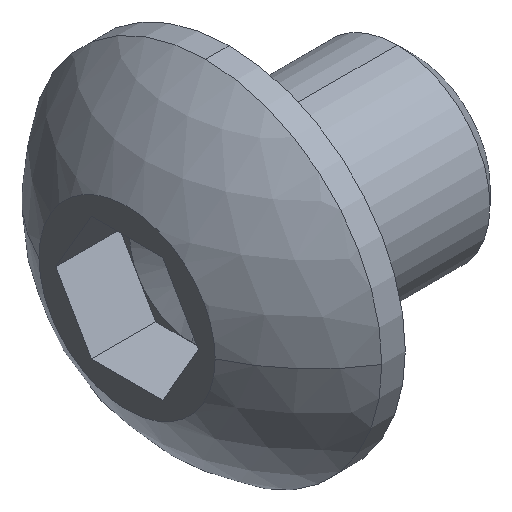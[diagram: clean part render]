
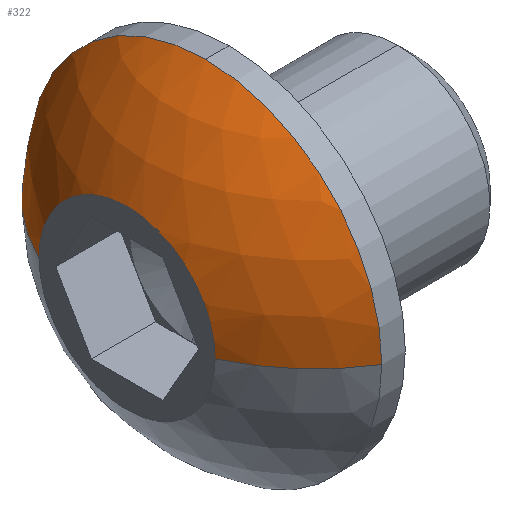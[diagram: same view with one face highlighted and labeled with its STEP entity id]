
A CAD part, isometric view. The second image highlights one B-rep face of the part: STEP entity #322.
In plain terms, the highlighted spherical face has radius 3.351 mm.
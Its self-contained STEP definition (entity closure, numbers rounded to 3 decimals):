
#15 = VERTEX_POINT ( 'NONE', #255 ) ;
#24 = AXIS2_PLACEMENT_3D ( 'NONE', #296, #407, #410 ) ;
#64 = CARTESIAN_POINT ( 'NONE',  ( 1.27, 0., 0. ) ) ;
#82 = DIRECTION ( 'NONE',  ( 1., 0., 0. ) ) ;
#91 = CARTESIAN_POINT ( 'NONE',  ( 3.033, 0., 0. ) ) ;
#111 = AXIS2_PLACEMENT_3D ( 'NONE', #195, #609, #82 ) ;
#123 = FACE_OUTER_BOUND ( 'NONE', #461, .T. ) ;
#127 = AXIS2_PLACEMENT_3D ( 'NONE', #91, #660, #369 ) ;
#147 = EDGE_CURVE ( 'NONE', #396, #15, #202, .T. ) ;
#172 = DIRECTION ( 'NONE',  ( 0., 0., 1. ) ) ;
#176 = CARTESIAN_POINT ( 'NONE',  ( 1.27, -2.85, 0. ) ) ;
#195 = CARTESIAN_POINT ( 'NONE',  ( 3.033, 0., 0. ) ) ;
#202 = CIRCLE ( 'NONE', #752, 1.425 ) ;
#220 = EDGE_CURVE ( 'NONE', #652, #743, #524, .T. ) ;
#235 = EDGE_CURVE ( 'NONE', #236, #652, #278, .T. ) ;
#236 = VERTEX_POINT ( 'NONE', #176 ) ;
#255 = CARTESIAN_POINT ( 'NONE',  ( 0., 1.425, 0. ) ) ;
#278 = CIRCLE ( 'NONE', #436, 2.85 ) ;
#288 = DIRECTION ( 'NONE',  ( -1., 0., 0. ) ) ;
#295 = DIRECTION ( 'NONE',  ( 0., 0., -1. ) ) ;
#296 = CARTESIAN_POINT ( 'NONE',  ( 1.27, 0., 0. ) ) ;
#322 = ADVANCED_FACE ( 'NONE', ( #123 ), #425, .T. ) ;
#355 = CIRCLE ( 'NONE', #550, 3.351 ) ;
#369 = DIRECTION ( 'NONE',  ( 0., 1., 0. ) ) ;
#391 = DIRECTION ( 'NONE',  ( 0., 0., 1. ) ) ;
#396 = VERTEX_POINT ( 'NONE', #542 ) ;
#407 = DIRECTION ( 'NONE',  ( -1., 0., 0. ) ) ;
#410 = DIRECTION ( 'NONE',  ( 0., 0., 1. ) ) ;
#425 = SPHERICAL_SURFACE ( 'NONE', #127, 3.351 ) ;
#436 = AXIS2_PLACEMENT_3D ( 'NONE', #64, #288, #172 ) ;
#445 = CIRCLE ( 'NONE', #111, 3.351 ) ;
#461 = EDGE_LOOP ( 'NONE', ( #700, #642, #566, #490, #581 ) ) ;
#490 = ORIENTED_EDGE ( 'NONE', *, *, #722, .T. ) ;
#524 = CIRCLE ( 'NONE', #24, 2.85 ) ;
#542 = CARTESIAN_POINT ( 'NONE',  ( 0., -1.425, 0. ) ) ;
#550 = AXIS2_PLACEMENT_3D ( 'NONE', #586, #295, #757 ) ;
#566 = ORIENTED_EDGE ( 'NONE', *, *, #220, .T. ) ;
#581 = ORIENTED_EDGE ( 'NONE', *, *, #147, .F. ) ;
#586 = CARTESIAN_POINT ( 'NONE',  ( 3.033, 0., 0. ) ) ;
#596 = CARTESIAN_POINT ( 'NONE',  ( 1.27, 0., 2.85 ) ) ;
#603 = CARTESIAN_POINT ( 'NONE',  ( 1.27, 2.85, 0. ) ) ;
#609 = DIRECTION ( 'NONE',  ( 0., 0., 1. ) ) ;
#642 = ORIENTED_EDGE ( 'NONE', *, *, #235, .T. ) ;
#652 = VERTEX_POINT ( 'NONE', #596 ) ;
#660 = DIRECTION ( 'NONE',  ( 0., 0., -1. ) ) ;
#673 = DIRECTION ( 'NONE',  ( -1., 0., 0. ) ) ;
#696 = EDGE_CURVE ( 'NONE', #236, #396, #355, .T. ) ;
#700 = ORIENTED_EDGE ( 'NONE', *, *, #696, .F. ) ;
#722 = EDGE_CURVE ( 'NONE', #743, #15, #445, .T. ) ;
#733 = CARTESIAN_POINT ( 'NONE',  ( 0., 0., 0. ) ) ;
#743 = VERTEX_POINT ( 'NONE', #603 ) ;
#752 = AXIS2_PLACEMENT_3D ( 'NONE', #733, #673, #391 ) ;
#757 = DIRECTION ( 'NONE',  ( 0., 1., 0. ) ) ;
